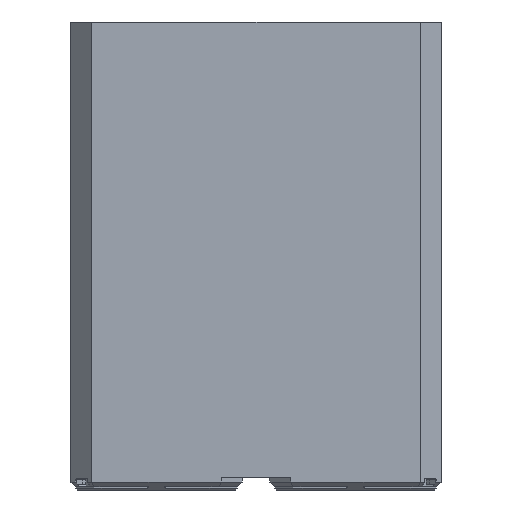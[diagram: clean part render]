
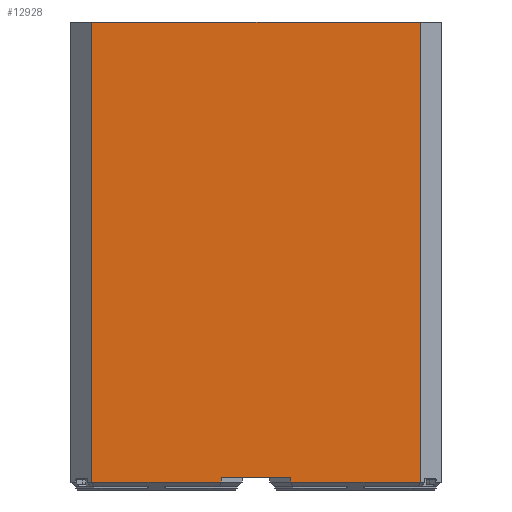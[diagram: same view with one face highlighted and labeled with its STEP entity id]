
A CAD part, front view. The second image highlights one B-rep face of the part: STEP entity #12928.
In plain terms, the highlighted planar face has unit normal (0, -1, 0).
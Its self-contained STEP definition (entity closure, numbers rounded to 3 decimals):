
#726=FACE_OUTER_BOUND('',#1438,.T.);
#1438=EDGE_LOOP('',(#11515,#11516,#11517,#11518,#11519,#11520,#11521,#11522));
#1688=LINE('',#17343,#3484);
#1761=LINE('',#17488,#3557);
#2913=LINE('',#19803,#4709);
#2924=LINE('',#19824,#4720);
#3199=LINE('',#20367,#4995);
#3212=LINE('',#20393,#5008);
#3231=LINE('',#20432,#5027);
#3234=LINE('',#20440,#5030);
#3484=VECTOR('',#14047,10.);
#3557=VECTOR('',#14180,10.);
#4709=VECTOR('',#16112,10.);
#4720=VECTOR('',#16133,10.);
#4995=VECTOR('',#16740,10.);
#5008=VECTOR('',#16765,10.);
#5027=VECTOR('',#16822,10.);
#5030=VECTOR('',#16835,10.);
#5187=VERTEX_POINT('',#17296);
#5203=VERTEX_POINT('',#17340);
#5204=VERTEX_POINT('',#17342);
#5246=VERTEX_POINT('',#17487);
#6019=VERTEX_POINT('',#19802);
#6024=VERTEX_POINT('',#19822);
#6126=VERTEX_POINT('',#20365);
#6133=VERTEX_POINT('',#20392);
#6384=EDGE_CURVE('',#5204,#5203,#1688,.T.);
#6457=EDGE_CURVE('',#5204,#5246,#1761,.T.);
#7609=EDGE_CURVE('',#5187,#6019,#2913,.T.);
#7620=EDGE_CURVE('',#6024,#5203,#2924,.T.);
#7895=EDGE_CURVE('',#6019,#6126,#3199,.T.);
#7908=EDGE_CURVE('',#6133,#6126,#3212,.T.);
#7927=EDGE_CURVE('',#6024,#6133,#3231,.T.);
#7930=EDGE_CURVE('',#5246,#5187,#3234,.T.);
#11515=ORIENTED_EDGE('',*,*,#6384,.T.);
#11516=ORIENTED_EDGE('',*,*,#7620,.F.);
#11517=ORIENTED_EDGE('',*,*,#7927,.T.);
#11518=ORIENTED_EDGE('',*,*,#7908,.T.);
#11519=ORIENTED_EDGE('',*,*,#7895,.F.);
#11520=ORIENTED_EDGE('',*,*,#7609,.F.);
#11521=ORIENTED_EDGE('',*,*,#7930,.F.);
#11522=ORIENTED_EDGE('',*,*,#6457,.F.);
#12225=PLANE('',#13633);
#12928=ADVANCED_FACE('',(#726),#12225,.T.);
#13633=AXIS2_PLACEMENT_3D('',#20441,#16836,#16837);
#14047=DIRECTION('',(0.,0.,-1.));
#14180=DIRECTION('',(1.,0.,0.));
#16112=DIRECTION('',(-1.,0.,0.));
#16133=DIRECTION('',(-1.,0.,0.));
#16740=DIRECTION('',(0.,0.,1.));
#16765=DIRECTION('',(1.,0.,0.));
#16822=DIRECTION('',(0.,0.,1.));
#16835=DIRECTION('',(0.,0.,-1.));
#16836=DIRECTION('center_axis',(0.,-1.,0.));
#16837=DIRECTION('ref_axis',(1.,0.,0.));
#17296=CARTESIAN_POINT('',(66.228,-21.5,2.));
#17340=CARTESIAN_POINT('',(-16.228,-21.5,2.));
#17342=CARTESIAN_POINT('',(-16.228,-21.5,117.6));
#17343=CARTESIAN_POINT('',(-16.228,-21.5,4.2));
#17487=CARTESIAN_POINT('',(66.228,-21.5,117.6));
#17488=CARTESIAN_POINT('',(66.228,-21.5,117.6));
#19802=CARTESIAN_POINT('',(33.772,-21.5,2.));
#19803=CARTESIAN_POINT('',(66.228,-21.5,2.));
#19822=CARTESIAN_POINT('',(16.228,-21.5,2.));
#19824=CARTESIAN_POINT('',(16.228,-21.5,2.));
#20365=CARTESIAN_POINT('',(33.772,-21.5,3.2));
#20367=CARTESIAN_POINT('',(33.772,-21.5,2.));
#20392=CARTESIAN_POINT('',(16.228,-21.5,3.2));
#20393=CARTESIAN_POINT('',(0.,-21.5,3.2));
#20432=CARTESIAN_POINT('',(16.228,-21.5,2.));
#20440=CARTESIAN_POINT('',(66.228,-21.5,4.2));
#20441=CARTESIAN_POINT('Origin',(-16.228,-21.5,4.2));
